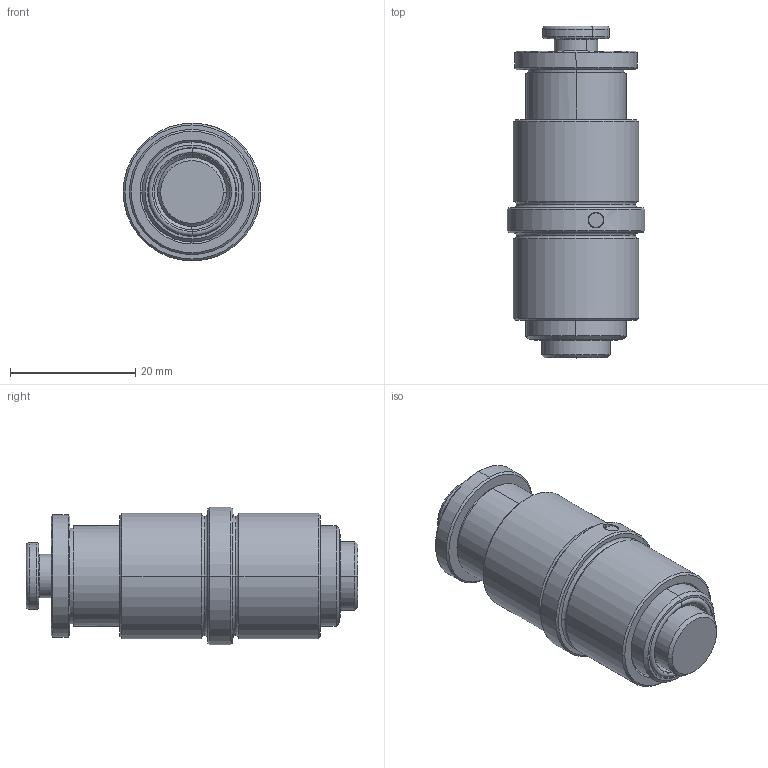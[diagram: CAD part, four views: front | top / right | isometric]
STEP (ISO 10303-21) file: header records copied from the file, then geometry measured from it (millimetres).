
FILE_DESCRIPTION (( 'STEP AP214' ), '1' );
FILE_NAME ('ae031620.stp', '2025-03-05T11:49:49', ( '' ), ( '' ), 'SwSTEP 2.0', 'SolidWorks 2021', '' );
FILE_SCHEMA (( 'AUTOMOTIVE_DESIGN' ));
Length unit declared in the file: millimetre
Products named in the file (11): 9AE031620-1; 9AE031620_Cerrada; 9AE031620-3; DIN6325 Ø2,5X20_Parallel Pin ISO 2338 - 2.5 h6 x 20 - St; 1BOLAØ2,3; 1CASQPULS-3L_Pulsador_06; Junta tórica Ø12x1; 9AE031620-4; 1MUELLE03_Comprimit; ae031620; 9AE031620-2
Assembly tree (12 placements, depth 3):
  ae031620
    9AE031620_Cerrada
      9AE031620-1
      9AE031620-2
      9AE031620-3
      9AE031620-4
      DIN6325 Ø2,5X20_Parallel Pin ISO 2338 - 2.5 h6 x 20 - St
      Junta tórica Ø12x1
    1CASQPULS-3L_Pulsador_06
    1MUELLE03_Comprimit
    1BOLAØ2,3  x3
Bounding box: 22 x 53 x 22 mm (x, y, z)
Volume: 12254.2 mm3; surface area: 12600.5 mm2
Topology: 11 solids, 11 shells, 411 faces, 1089 edges, 695 vertices
Faces by surface type: cylinder 166, plane 135, cone 62, torus 40, sphere 6, bspline 2
Entity records: 14707 total; most frequent: CARTESIAN_POINT 4185, DIRECTION 2195, ORIENTED_EDGE 2136, EDGE_CURVE 1068, AXIS2_PLACEMENT_3D 872, VERTEX_POINT 682, CIRCLE 451, LINE 451
